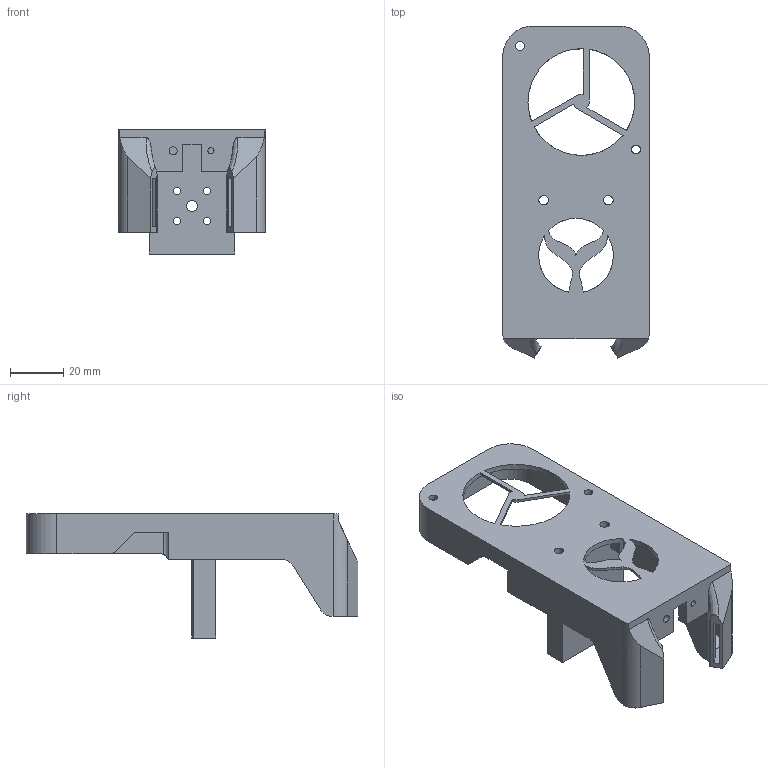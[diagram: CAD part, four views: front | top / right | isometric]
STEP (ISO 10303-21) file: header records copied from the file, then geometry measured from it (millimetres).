
FILE_DESCRIPTION (( 'STEP AP214' ), '1' );
FILE_NAME ('5015絳瑞諳-興芛.STEP', '2023-05-31T22:45:47', ( '' ), ( '' ), 'SwSTEP 2.0', 'SolidWorks 2020', '' );
FILE_SCHEMA (( 'AUTOMOTIVE_DESIGN' ));
Length unit declared in the file: millimetre
Products named in the file (1): 5015絳瑞諳-興芛
Bounding box: 55 x 124.4 x 46.5 mm (x, y, z)
Volume: 38988.3 mm3; surface area: 35270.1 mm2
Topology: 1 solids, 1 shells, 202 faces, 606 edges, 403 vertices
Faces by surface type: cylinder 103, plane 97, bspline 2
Entity records: 7160 total; most frequent: CARTESIAN_POINT 1452, ORIENTED_EDGE 1212, DIRECTION 1201, EDGE_CURVE 606, AXIS2_PLACEMENT_3D 420, VERTEX_POINT 403, VECTOR 361, LINE 361
